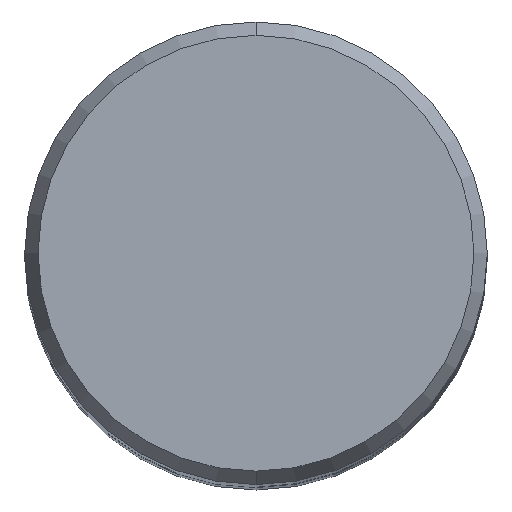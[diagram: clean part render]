
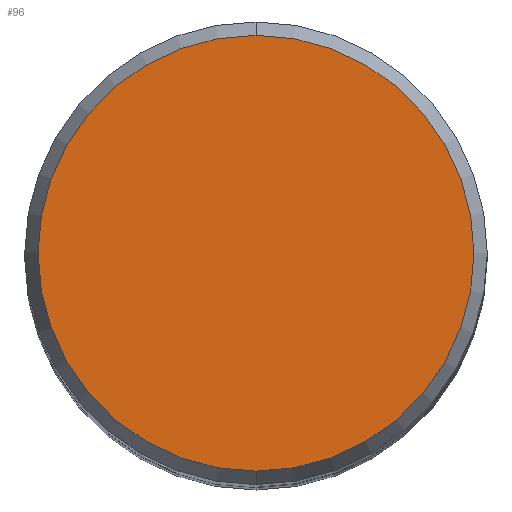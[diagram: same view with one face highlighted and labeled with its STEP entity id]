
A CAD part, top view. The second image highlights one B-rep face of the part: STEP entity #96.
In plain terms, the highlighted planar face has unit normal (0, 0, 1).
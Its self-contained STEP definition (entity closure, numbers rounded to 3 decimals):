
#96=ADVANCED_FACE('',(#217),#218,.T.);
#118=EDGE_CURVE('',#140,#126,#247,.T.);
#126=VERTEX_POINT('',#256);
#140=VERTEX_POINT('',#271);
#174=EDGE_CURVE('',#126,#140,#309,.T.);
#217=FACE_OUTER_BOUND('',#345,.T.);
#218=PLANE('',#346);
#247=CIRCLE('',#379,7.479);
#256=CARTESIAN_POINT('',(0.0,7.479,0.01));
#271=CARTESIAN_POINT('',(0.,-7.479,0.01));
#309=CIRCLE('',#464,7.479);
#345=EDGE_LOOP('',(#480,#481));
#346=AXIS2_PLACEMENT_3D('',#482,#483,#484);
#379=AXIS2_PLACEMENT_3D('',#542,#543,#544);
#464=AXIS2_PLACEMENT_3D('',#618,#619,#620);
#480=ORIENTED_EDGE('',*,*,#174,.F.);
#481=ORIENTED_EDGE('',*,*,#118,.F.);
#482=CARTESIAN_POINT('',(0.0,3.74,0.01));
#483=DIRECTION('',(-0.0,0.0,1.0));
#484=DIRECTION('',(0.0,-1.0,0.0));
#542=CARTESIAN_POINT('',(0.0,0.0,0.01));
#543=DIRECTION('',(0.0,0.0,-1.0));
#544=DIRECTION('',(0.0,1.0,0.0));
#618=CARTESIAN_POINT('',(0.0,0.0,0.01));
#619=DIRECTION('',(0.0,0.0,-1.0));
#620=DIRECTION('',(0.0,1.0,0.0));
